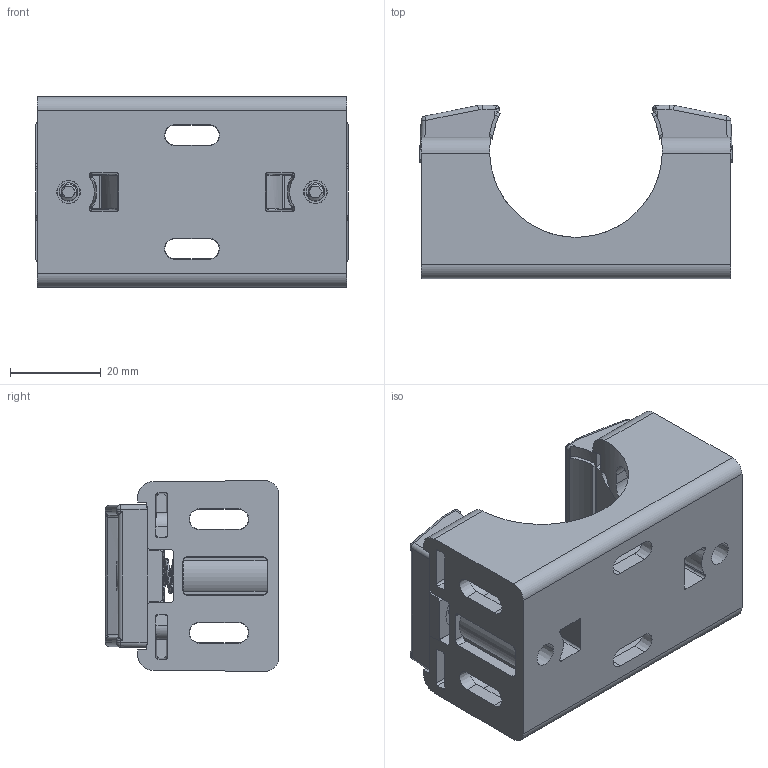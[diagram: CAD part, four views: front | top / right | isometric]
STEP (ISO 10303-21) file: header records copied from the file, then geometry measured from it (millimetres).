
FILE_DESCRIPTION((''),'2;1');
FILE_NAME('232141_SM01_ASM','2022-11-09T14:44:22',('PDMAdmin'),('BANNER ENGINEERING'),'CREO PARAMETRIC BY PTC INC, 2019292','CREO PARAMETRIC BY PTC INC, 2019292','');
FILE_SCHEMA(('CONFIG_CONTROL_DESIGN'));
Products named in the file (2): 232141_SM01; 232141_SM01_ASM
Assembly tree (1 placements, depth 2):
  232141_SM01_ASM
    232141_SM01
Bounding box: 68.87 x 38.22 x 42 mm (x, y, z)
Volume: 34997.4 mm3; surface area: 25483 mm2
Topology: 1 solids, 1 shells, 967 faces, 2539 edges, 1600 vertices
Faces by surface type: cylinder 467, plane 260, bspline 116, cone 78, sphere 24, torus 22
Entity records: 80447 total; most frequent: CARTESIAN_POINT 58755, ORIENTED_EDGE 5078, DIRECTION 3640, EDGE_CURVE 2539, VERTEX_POINT 1600, AXIS2_PLACEMENT_3D 1267, VECTOR 1106, LINE 1106
